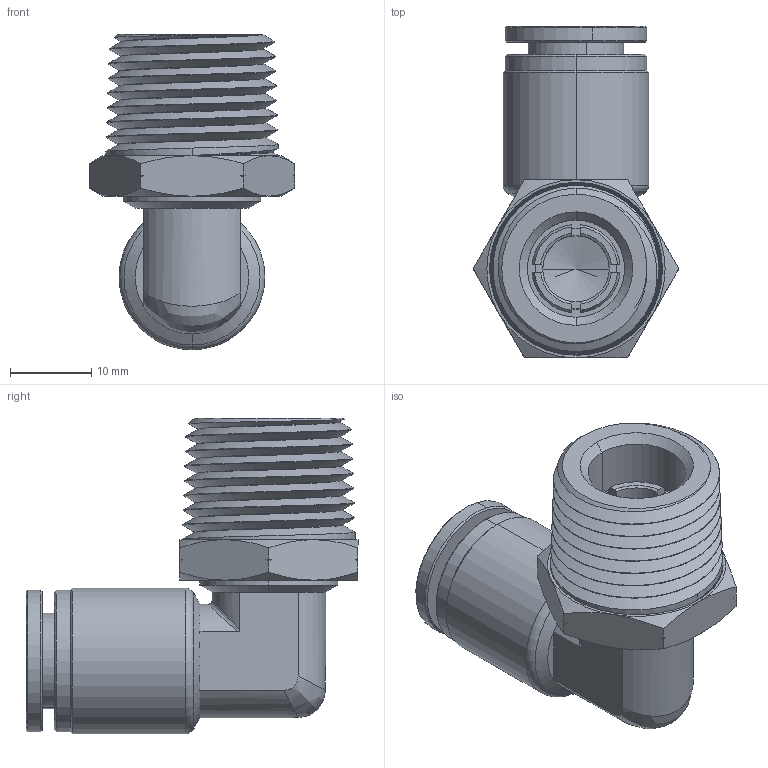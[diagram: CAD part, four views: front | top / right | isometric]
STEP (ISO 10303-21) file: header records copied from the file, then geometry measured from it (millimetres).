
FILE_DESCRIPTION (( 'STEP AP214' ), '1' );
FILE_NAME ('MES3-8N1-2W.STEP', '2018-07-20T16:42:02', ( '' ), ( '' ), 'SwSTEP 2.0', 'SolidWorks 2016', '' );
FILE_SCHEMA (( 'AUTOMOTIVE_DESIGN' ));
Length unit declared in the file: millimetre
Products named in the file (1): MES3-8N1-2W
Bounding box: 25.4 x 40.97 x 38.97 mm (x, y, z)
Volume: 9656.9 mm3; surface area: 11079.1 mm2
Topology: 7 solids, 7 shells, 541 faces, 1465 edges, 948 vertices
Faces by surface type: cone 192, plane 189, cylinder 89, bspline 67, torus 4
Entity records: 28321 total; most frequent: CARTESIAN_POINT 9666, ORIENTED_EDGE 2926, DIRECTION 2292, EDGE_CURVE 1463, VERTEX_POINT 948, AXIS2_PLACEMENT_3D 920, EDGE_LOOP 567, UNCERTAINTY_MEASURE_WITH_UNIT 550
